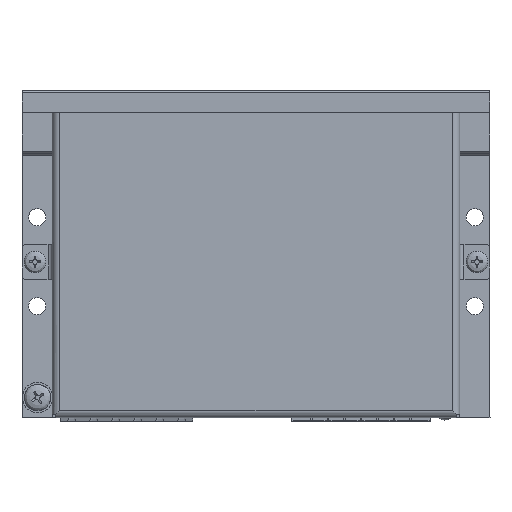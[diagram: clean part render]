
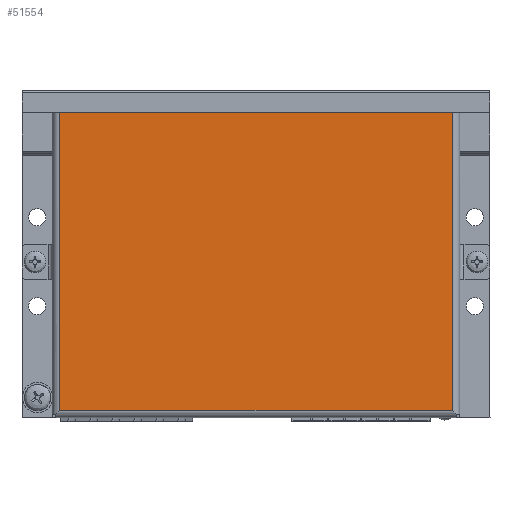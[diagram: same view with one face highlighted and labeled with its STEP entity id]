
A CAD part, top view. The second image highlights one B-rep face of the part: STEP entity #51554.
In plain terms, the highlighted planar face has unit normal (0, 0, 1).
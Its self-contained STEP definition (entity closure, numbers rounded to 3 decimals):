
#11908=ORIENTED_EDGE('',*,*,#18456,.T.);
#11909=ORIENTED_EDGE('',*,*,#18464,.T.);
#11910=ORIENTED_EDGE('',*,*,#18465,.T.);
#11911=ORIENTED_EDGE('',*,*,#18466,.T.);
#18456=EDGE_CURVE('',#22503,#22504,#26855,.T.);
#18464=EDGE_CURVE('',#22504,#22507,#26859,.T.);
#18465=EDGE_CURVE('',#22507,#22508,#26860,.T.);
#18466=EDGE_CURVE('',#22508,#22503,#26861,.T.);
#22503=VERTEX_POINT('',#77005);
#22504=VERTEX_POINT('',#77006);
#22507=VERTEX_POINT('',#77018);
#22508=VERTEX_POINT('',#77020);
#26855=LINE('',#77004,#31025);
#26859=LINE('',#77017,#31029);
#26860=LINE('',#77019,#31030);
#26861=LINE('',#77021,#31031);
#31025=VECTOR('',#64351,1000.);
#31029=VECTOR('',#64365,1000.);
#31030=VECTOR('',#64366,1000.);
#31031=VECTOR('',#64367,1000.);
#33651=EDGE_LOOP('',(#11908,#11909,#11910,#11911));
#36404=FACE_BOUND('',#33651,.T.);
#38304=PLANE('',#54698);
#51554=ADVANCED_FACE('',(#36404),#38304,.T.);
#54698=AXIS2_PLACEMENT_3D('',#77016,#64363,#64364);
#64351=DIRECTION('',(-1.,0.,0.));
#64363=DIRECTION('',(0.,0.,1.));
#64364=DIRECTION('',(1.,0.,0.));
#64365=DIRECTION('',(0.,-1.,0.));
#64366=DIRECTION('',(1.,0.,0.));
#64367=DIRECTION('',(0.,1.,0.));
#77004=CARTESIAN_POINT('',(47.,35.25,0.));
#77005=CARTESIAN_POINT('',(45.3,35.25,0.));
#77006=CARTESIAN_POINT('',(-45.3,35.25,0.));
#77016=CARTESIAN_POINT('',(0.,0.,0.));
#77017=CARTESIAN_POINT('',(-45.3,35.25,0.));
#77018=CARTESIAN_POINT('',(-45.3,-33.55,0.));
#77019=CARTESIAN_POINT('',(-47.,-33.55,0.));
#77020=CARTESIAN_POINT('',(45.3,-33.55,0.));
#77021=CARTESIAN_POINT('',(45.3,-33.55,0.));
